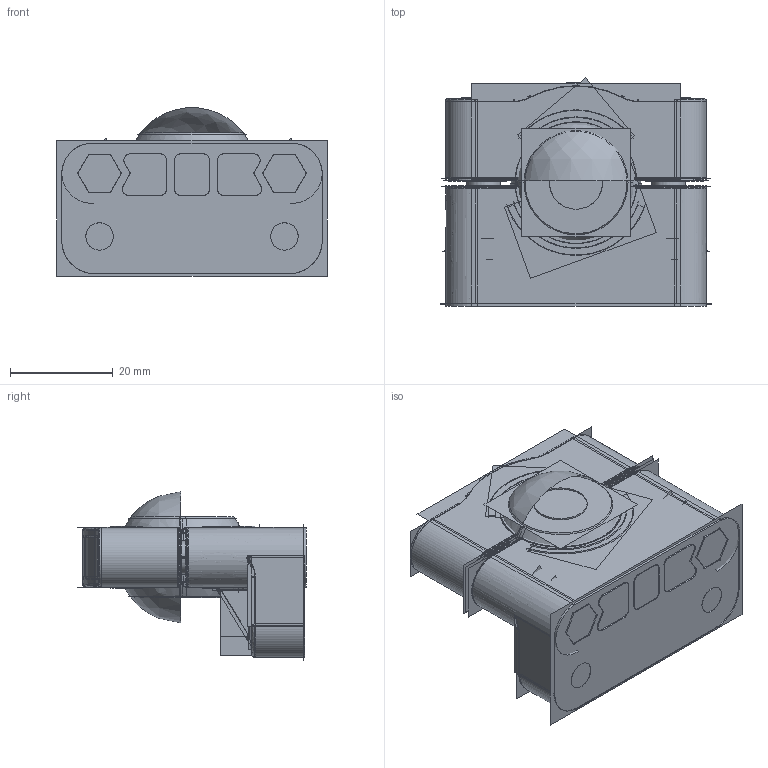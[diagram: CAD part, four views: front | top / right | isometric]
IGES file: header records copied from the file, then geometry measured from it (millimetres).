
Start section:  PTC IGES file: 156772.igs
Global section: file name: 156772.igs; native system: Creo Parametric by PTC Inc.; preprocessor: 2016260; author: pdmadmin; organization: Unknown; date: 20161129.114326; units: millimetre
Bounding box: 52.83 x 44.53 x 32.84 mm (x, y, z)
Volume: 23274.6 mm3; surface area: 92882.3 mm2
Topology: 7 solids, 9 shells, 1062 faces, 5246 edges, 6633 vertices
Faces by surface type: revolution 620, bspline 442
